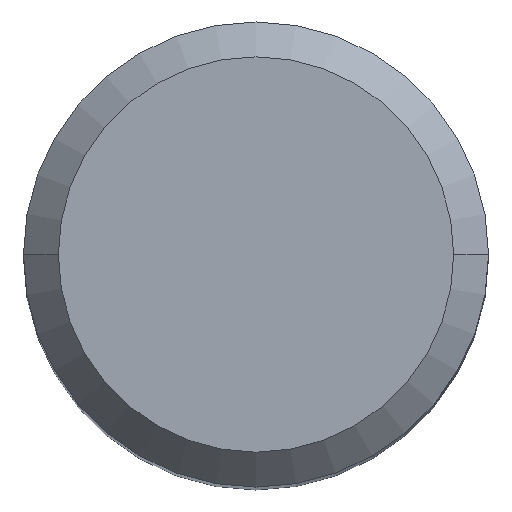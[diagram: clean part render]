
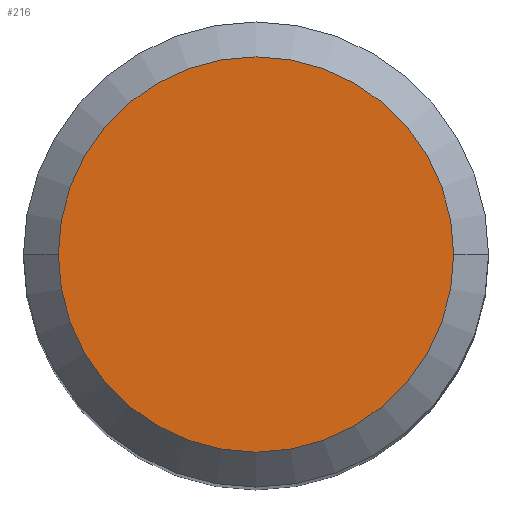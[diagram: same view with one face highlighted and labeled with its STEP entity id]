
A CAD part, top view. The second image highlights one B-rep face of the part: STEP entity #216.
In plain terms, the highlighted planar face has unit normal (0, 0, 1).
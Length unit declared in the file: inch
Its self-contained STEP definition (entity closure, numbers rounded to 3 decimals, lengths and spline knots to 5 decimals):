
#1 = ORIENTED_EDGE ( 'NONE', *, *, #381, .T. ) ;
#6 = CARTESIAN_POINT ( 'NONE',  ( 0., 0., 0. ) ) ;
#21 = CARTESIAN_POINT ( 'NONE',  ( 0., 0., 0. ) ) ;
#26 = DIRECTION ( 'NONE',  ( 0., 0., 1. ) ) ;
#33 = AXIS2_PLACEMENT_3D ( 'NONE', #6, #194, #48 ) ;
#48 = DIRECTION ( 'NONE',  ( 1., 0., 0. ) ) ;
#85 = CARTESIAN_POINT ( 'NONE',  ( -0.2125, 0., 0. ) ) ;
#88 = CARTESIAN_POINT ( 'NONE',  ( 0.2125, 0., 0. ) ) ;
#101 = ORIENTED_EDGE ( 'NONE', *, *, #228, .T. ) ;
#104 = DIRECTION ( 'NONE',  ( 1., 0., 0. ) ) ;
#164 = CARTESIAN_POINT ( 'NONE',  ( 0., 0., 0. ) ) ;
#183 = VERTEX_POINT ( 'NONE', #88 ) ;
#193 = PLANE ( 'NONE',  #410 ) ;
#194 = DIRECTION ( 'NONE',  ( 0., 0., 1. ) ) ;
#203 = EDGE_LOOP ( 'NONE', ( #101, #1 ) ) ;
#216 = ADVANCED_FACE ( 'NONE', ( #308 ), #193, .F. ) ;
#228 = EDGE_CURVE ( 'NONE', #281, #183, #454, .T. ) ;
#233 = DIRECTION ( 'NONE',  ( -1., 0., 0. ) ) ;
#236 = DIRECTION ( 'NONE',  ( 0., 0., -1. ) ) ;
#281 = VERTEX_POINT ( 'NONE', #85 ) ;
#308 = FACE_OUTER_BOUND ( 'NONE', #203, .T. ) ;
#310 = AXIS2_PLACEMENT_3D ( 'NONE', #21, #26, #104 ) ;
#381 = EDGE_CURVE ( 'NONE', #183, #281, #472, .T. ) ;
#410 = AXIS2_PLACEMENT_3D ( 'NONE', #164, #236, #233 ) ;
#454 = CIRCLE ( 'NONE', #33, 0.2125 ) ;
#472 = CIRCLE ( 'NONE', #310, 0.2125 ) ;
